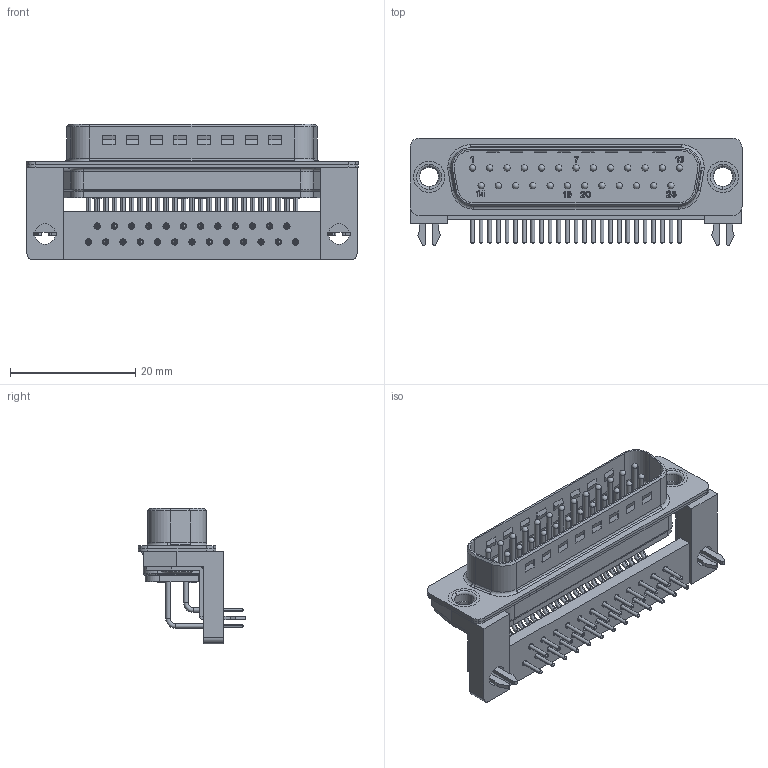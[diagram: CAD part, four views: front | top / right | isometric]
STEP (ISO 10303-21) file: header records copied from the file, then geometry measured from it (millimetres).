
FILE_DESCRIPTION((''),'2;1');
FILE_NAME('214112013.stp','2007-11-05T15:02:37',('martin.rickli'),(''),'Autodesk Inventor 9','Autodesk Inventor 9','');
FILE_SCHEMA(('AUTOMOTIVE_DESIGN { 1 0 10303 214 1 1 1 1 }'));
Length unit declared in the file: millimetre
Products named in the file (10): 052267; 00032a_25; R+B00097f_C19F; R+B00097f_C18F; R+B00129a; R+B00125; 00571; DE002596; R+B00306a; R+B00104b_male
Assembly tree (34 placements, depth 2):
  052267
    00032a_25
    R+B00097f_C19F  x13
    R+B00097f_C18F  x12
    R+B00129a
    R+B00125
    00571
    DE002596
    R+B00306a  x2
    R+B00104b_male  x2
Bounding box: 53.1 x 17.2 x 21.7 mm (x, y, z)
Volume: 3610 mm3; surface area: 9894.9 mm2
Topology: 34 solids, 34 shells, 5014 faces, 12367 edges, 7538 vertices
Faces by surface type: plane 3785, cylinder 564, bspline 356, cone 212, torus 72, sphere 25
Entity records: 46888 total; most frequent: CARTESIAN_POINT 15953, ORIENTED_EDGE 6592, DIRECTION 6136, EDGE_CURVE 3296, VERTEX_POINT 2109, AXIS2_PLACEMENT_3D 2092, VECTOR 1952, LINE 1952
